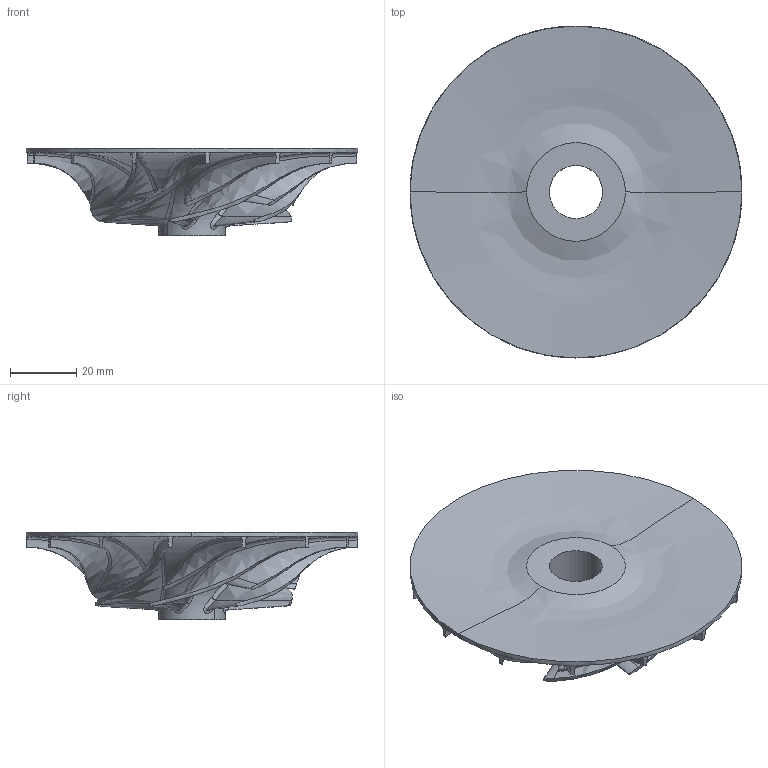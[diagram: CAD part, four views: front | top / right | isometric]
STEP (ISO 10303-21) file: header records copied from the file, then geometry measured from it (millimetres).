
FILE_DESCRIPTION(('Open CASCADE Model'),'2;1');
FILE_NAME('Open CASCADE Shape Model','2022-03-18T06:51:31',('Author'),( 'Open CASCADE'),'Open CASCADE STEP processor 7.4','Open CASCADE 7.4' ,'Unknown');
FILE_SCHEMA(('AUTOMOTIVE_DESIGN { 1 0 10303 214 1 1 1 1 }'));
Products named in the file (1): Imports.CC pi4.2 (transsonic)2.stp.Solid
Bounding box: 100 x 100 x 26.49 mm (x, y, z)
Volume: 36088 mm3; surface area: 30545.9 mm2
Topology: 1 solids, 1 shells, 125 faces, 326 edges, 203 vertices
Faces by surface type: bspline 84, revolution 21, cylinder 18, plane 2
Entity records: 74363 total; most frequent: CARTESIAN_POINT 72114, ORIENTED_EDGE 652, EDGE_CURVE 326, B_SPLINE_CURVE_WITH_KNOTS 254, VERTEX_POINT 203, DIRECTION 175, FACE_BOUND 127, EDGE_LOOP 127
